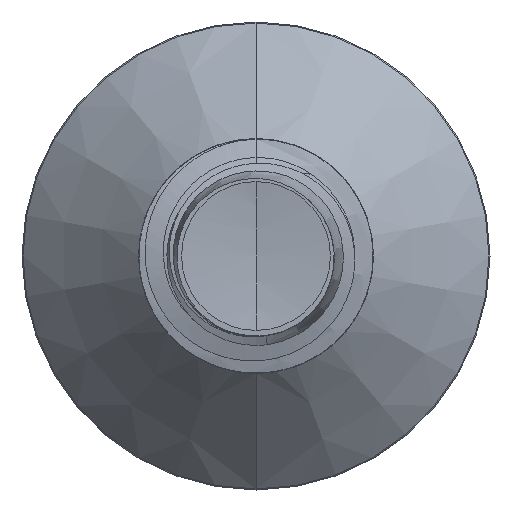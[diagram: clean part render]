
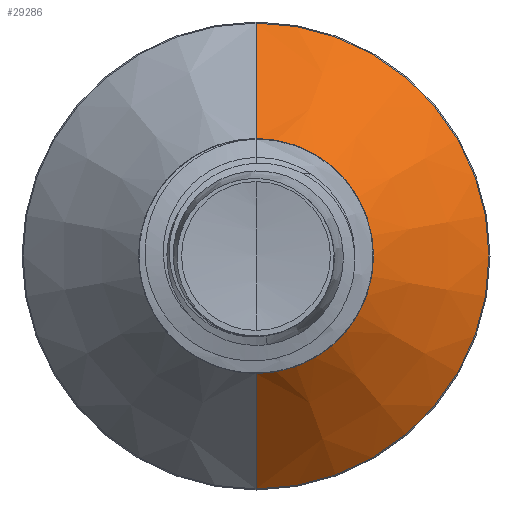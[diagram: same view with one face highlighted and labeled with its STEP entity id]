
A CAD part, front view. The second image highlights one B-rep face of the part: STEP entity #29286.
In plain terms, the highlighted conical face has half-angle 45 degrees and reference radius 1.256 mm.
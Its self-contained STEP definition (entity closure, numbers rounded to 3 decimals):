
#967 = AXIS2_PLACEMENT_3D ( 'NONE', #26676, #32160, #23924 ) ;
#1123 = CARTESIAN_POINT ( 'NONE',  ( 0., 13.206, 1.256 ) ) ;
#2301 = EDGE_CURVE ( 'NONE', #33456, #22049, #33386, .T. ) ;
#2520 = EDGE_LOOP ( 'NONE', ( #5383, #33936, #27483, #18504 ) ) ;
#3794 = CIRCLE ( 'NONE', #6120, 2.489 ) ;
#3883 = CARTESIAN_POINT ( 'NONE',  ( 0., 14.439, -2.489 ) ) ;
#5061 = FACE_OUTER_BOUND ( 'NONE', #2520, .T. ) ;
#5357 = DIRECTION ( 'NONE',  ( 0., 0.707, -0.707 ) ) ;
#5383 = ORIENTED_EDGE ( 'NONE', *, *, #34956, .T. ) ;
#6120 = AXIS2_PLACEMENT_3D ( 'NONE', #9146, #28394, #11933 ) ;
#6973 = DIRECTION ( 'NONE',  ( 0., 0.707, 0.707 ) ) ;
#9146 = CARTESIAN_POINT ( 'NONE',  ( 0., 14.439, 0. ) ) ;
#11524 = DIRECTION ( 'NONE',  ( 0., 1., 0. ) ) ;
#11630 = EDGE_CURVE ( 'NONE', #27551, #22049, #3794, .T. ) ;
#11933 = DIRECTION ( 'NONE',  ( 0., 0., 1. ) ) ;
#13915 = VECTOR ( 'NONE', #6973, 1000. ) ;
#17254 = AXIS2_PLACEMENT_3D ( 'NONE', #28002, #11524, #30739 ) ;
#18504 = ORIENTED_EDGE ( 'NONE', *, *, #22171, .F. ) ;
#22049 = VERTEX_POINT ( 'NONE', #3883 ) ;
#22171 = EDGE_CURVE ( 'NONE', #33526, #27551, #28513, .T. ) ;
#23847 = CARTESIAN_POINT ( 'NONE',  ( 0., 14.439, 2.489 ) ) ;
#23924 = DIRECTION ( 'NONE',  ( 0., 0., 1. ) ) ;
#26126 = VECTOR ( 'NONE', #5357, 1000. ) ;
#26220 = CARTESIAN_POINT ( 'NONE',  ( 0., 13.206, -1.256 ) ) ;
#26676 = CARTESIAN_POINT ( 'NONE',  ( 0., 13.206, 0. ) ) ;
#27483 = ORIENTED_EDGE ( 'NONE', *, *, #11630, .F. ) ;
#27551 = VERTEX_POINT ( 'NONE', #23847 ) ;
#27601 = CIRCLE ( 'NONE', #17254, 1.256 ) ;
#28002 = CARTESIAN_POINT ( 'NONE',  ( 0., 13.206, 0. ) ) ;
#28161 = CARTESIAN_POINT ( 'NONE',  ( 0., 13.206, 1.256 ) ) ;
#28394 = DIRECTION ( 'NONE',  ( 0., 1., 0. ) ) ;
#28513 = LINE ( 'NONE', #1123, #13915 ) ;
#29286 = ADVANCED_FACE ( 'NONE', ( #5061 ), #32786, .T. ) ;
#30739 = DIRECTION ( 'NONE',  ( 0., 0., 1. ) ) ;
#32160 = DIRECTION ( 'NONE',  ( 0., 1., 0. ) ) ;
#32786 = CONICAL_SURFACE ( 'NONE', #967, 1.256, 0.785 ) ;
#33386 = LINE ( 'NONE', #26220, #26126 ) ;
#33456 = VERTEX_POINT ( 'NONE', #33545 ) ;
#33526 = VERTEX_POINT ( 'NONE', #28161 ) ;
#33545 = CARTESIAN_POINT ( 'NONE',  ( 0., 13.206, -1.256 ) ) ;
#33936 = ORIENTED_EDGE ( 'NONE', *, *, #2301, .T. ) ;
#34956 = EDGE_CURVE ( 'NONE', #33526, #33456, #27601, .T. ) ;
